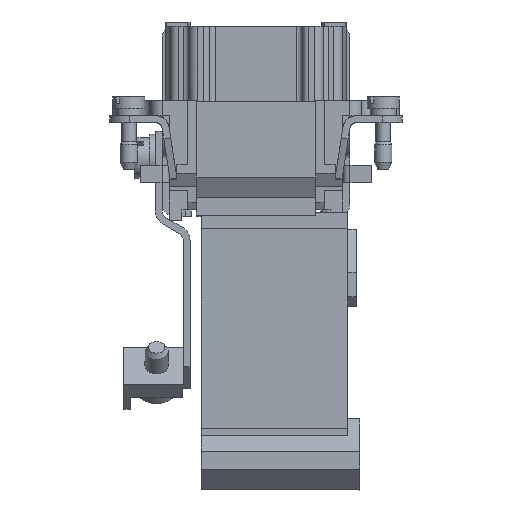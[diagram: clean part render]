
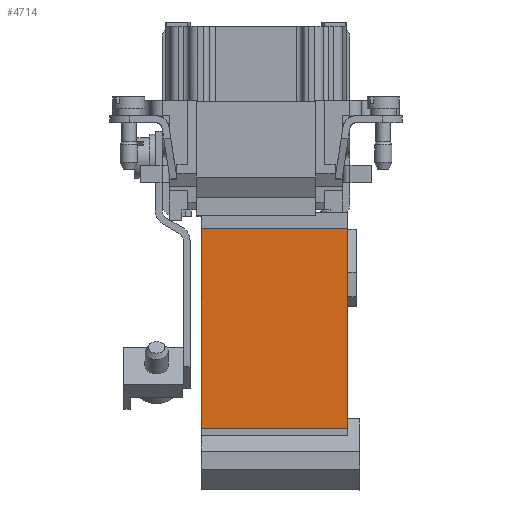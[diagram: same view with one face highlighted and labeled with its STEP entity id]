
A CAD part, front view. The second image highlights one B-rep face of the part: STEP entity #4714.
In plain terms, the highlighted planar face has unit normal (0, -1, 0).
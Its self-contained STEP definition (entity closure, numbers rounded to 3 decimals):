
#3179=PLANE('',#22113);
#3880=FACE_OUTER_BOUND('',#6138,.T.);
#4714=ADVANCED_FACE('',(#3880),#3179,.T.);
#6138=EDGE_LOOP('',(#8988,#8989,#8990,#8991));
#8988=ORIENTED_EDGE('',*,*,#14800,.F.);
#8989=ORIENTED_EDGE('',*,*,#14794,.F.);
#8990=ORIENTED_EDGE('',*,*,#14814,.F.);
#8991=ORIENTED_EDGE('',*,*,#14815,.F.);
#12747=VERTEX_POINT('',#31136);
#12748=VERTEX_POINT('',#31138);
#12754=VERTEX_POINT('',#31152);
#12767=VERTEX_POINT('',#31180);
#14794=EDGE_CURVE('',#12748,#12747,#18076,.T.);
#14800=EDGE_CURVE('',#12747,#12754,#18082,.T.);
#14814=EDGE_CURVE('',#12767,#12748,#18096,.T.);
#14815=EDGE_CURVE('',#12754,#12767,#18097,.T.);
#18076=LINE('',#31139,#19963);
#18082=LINE('',#31151,#19969);
#18096=LINE('',#31179,#19983);
#18097=LINE('',#31181,#19984);
#19963=VECTOR('',#25007,1.);
#19969=VECTOR('',#25015,1.);
#19983=VECTOR('',#25031,1.);
#19984=VECTOR('',#25032,1.);
#22113=AXIS2_PLACEMENT_3D('',#31182,#25033,#25034);
#25007=DIRECTION('',(1.,0.,0.));
#25015=DIRECTION('',(0.,0.,-1.));
#25031=DIRECTION('',(0.,0.,1.));
#25032=DIRECTION('',(-1.,0.,0.));
#25033=DIRECTION('',(0.,-1.,0.));
#25034=DIRECTION('',(0.,0.,1.));
#31136=CARTESIAN_POINT('',(15.85,-16.9,-18.369));
#31138=CARTESIAN_POINT('',(-9.45,-16.9,-18.369));
#31139=CARTESIAN_POINT('',(15.85,-16.9,-18.369));
#31151=CARTESIAN_POINT('',(15.85,-16.9,-18.869));
#31152=CARTESIAN_POINT('',(15.85,-16.9,-52.869));
#31179=CARTESIAN_POINT('',(-9.45,-16.9,-52.369));
#31180=CARTESIAN_POINT('',(-9.45,-16.9,-52.869));
#31181=CARTESIAN_POINT('',(15.85,-16.9,-52.869));
#31182=CARTESIAN_POINT('',(15.85,-16.9,-53.869));
